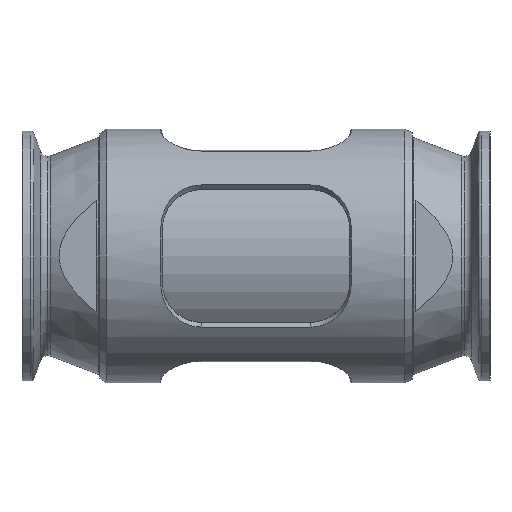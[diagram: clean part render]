
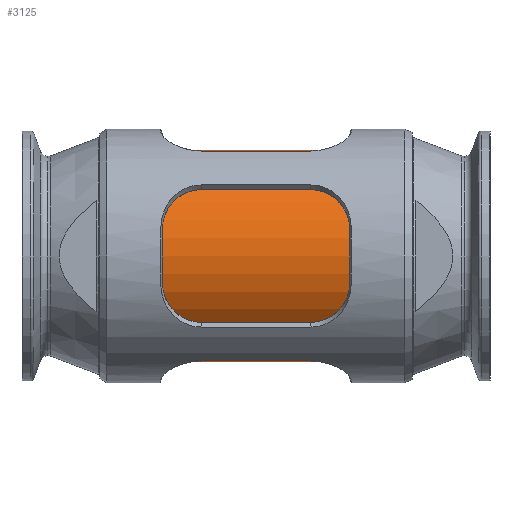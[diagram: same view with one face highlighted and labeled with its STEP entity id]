
A CAD part, left-side view. The second image highlights one B-rep face of the part: STEP entity #3125.
In plain terms, the highlighted cylindrical face has radius 27.175 mm (diameter 54.35 mm), a partial arc.
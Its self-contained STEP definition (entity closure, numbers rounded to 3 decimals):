
#12 = VECTOR ( 'NONE', #4374, 1000. ) ;
#50 = LINE ( 'NONE', #6439, #2234 ) ;
#153 = EDGE_CURVE ( 'NONE', #3472, #6613, #749, .T. ) ;
#449 = ORIENTED_EDGE ( 'NONE', *, *, #626, .T. ) ;
#626 = EDGE_CURVE ( 'NONE', #3896, #3650, #2866, .T. ) ;
#749 = CIRCLE ( 'NONE', #1308, 27.175 ) ;
#800 = DIRECTION ( 'NONE',  ( 0., 0., -1. ) ) ;
#1101 = AXIS2_PLACEMENT_3D ( 'NONE', #3509, #5715, #5642 ) ;
#1252 = LINE ( 'NONE', #5527, #12 ) ;
#1308 = AXIS2_PLACEMENT_3D ( 'NONE', #3033, #1468, #5106 ) ;
#1387 = ORIENTED_EDGE ( 'NONE', *, *, #5238, .T. ) ;
#1468 = DIRECTION ( 'NONE',  ( 0., -1., 0. ) ) ;
#1851 = CARTESIAN_POINT ( 'NONE',  ( 0., 34.5, 27.175 ) ) ;
#2234 = VECTOR ( 'NONE', #6357, 1000. ) ;
#2478 = CARTESIAN_POINT ( 'NONE',  ( 0., 0., 0. ) ) ;
#2511 = DIRECTION ( 'NONE',  ( 0., -1., 0. ) ) ;
#2520 = CARTESIAN_POINT ( 'NONE',  ( 0., 34.5, -27.175 ) ) ;
#2866 = CIRCLE ( 'NONE', #1101, 27.175 ) ;
#3033 = CARTESIAN_POINT ( 'NONE',  ( 0., -34.5, 0. ) ) ;
#3125 = ADVANCED_FACE ( 'NONE', ( #5195 ), #3462, .T. ) ;
#3339 = EDGE_LOOP ( 'NONE', ( #5520, #449, #1387, #5523 ) ) ;
#3462 = CYLINDRICAL_SURFACE ( 'NONE', #3803, 27.175 ) ;
#3472 = VERTEX_POINT ( 'NONE', #5944 ) ;
#3509 = CARTESIAN_POINT ( 'NONE',  ( 0., 34.5, 0. ) ) ;
#3650 = VERTEX_POINT ( 'NONE', #2520 ) ;
#3803 = AXIS2_PLACEMENT_3D ( 'NONE', #2478, #2511, #800 ) ;
#3896 = VERTEX_POINT ( 'NONE', #1851 ) ;
#4073 = EDGE_CURVE ( 'NONE', #3896, #3472, #50, .T. ) ;
#4143 = CARTESIAN_POINT ( 'NONE',  ( 0., -34.5, -27.175 ) ) ;
#4374 = DIRECTION ( 'NONE',  ( 0., -1., 0. ) ) ;
#5106 = DIRECTION ( 'NONE',  ( 0., 0., -1. ) ) ;
#5195 = FACE_OUTER_BOUND ( 'NONE', #3339, .T. ) ;
#5238 = EDGE_CURVE ( 'NONE', #3650, #6613, #1252, .T. ) ;
#5520 = ORIENTED_EDGE ( 'NONE', *, *, #4073, .F. ) ;
#5523 = ORIENTED_EDGE ( 'NONE', *, *, #153, .F. ) ;
#5527 = CARTESIAN_POINT ( 'NONE',  ( 0., 0., -27.175 ) ) ;
#5642 = DIRECTION ( 'NONE',  ( 0., 0., -1. ) ) ;
#5715 = DIRECTION ( 'NONE',  ( 0., -1., 0. ) ) ;
#5944 = CARTESIAN_POINT ( 'NONE',  ( 0., -34.5, 27.175 ) ) ;
#6357 = DIRECTION ( 'NONE',  ( 0., -1., 0. ) ) ;
#6439 = CARTESIAN_POINT ( 'NONE',  ( 0., 0., 27.175 ) ) ;
#6613 = VERTEX_POINT ( 'NONE', #4143 ) ;
